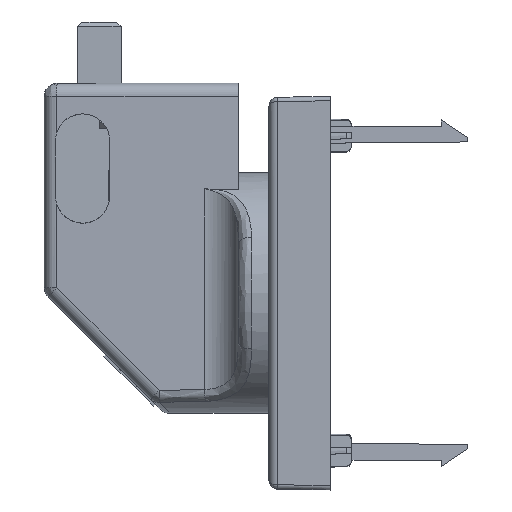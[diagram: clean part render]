
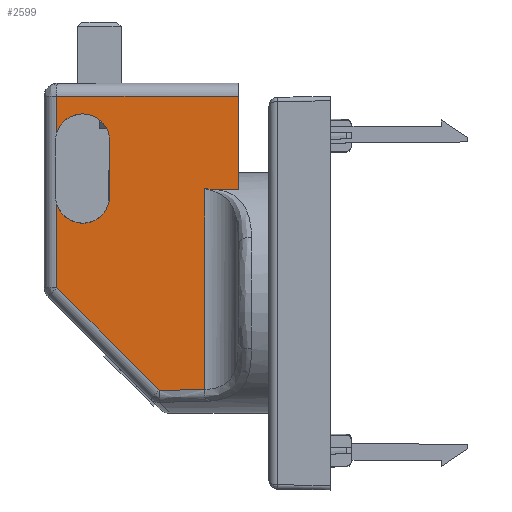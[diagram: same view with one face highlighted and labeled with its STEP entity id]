
A CAD part, left-side view. The second image highlights one B-rep face of the part: STEP entity #2599.
In plain terms, the highlighted planar face has unit normal (-0.999, 0.038, 0).
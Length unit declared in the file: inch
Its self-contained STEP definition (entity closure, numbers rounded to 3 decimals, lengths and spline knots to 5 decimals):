
#30 = CARTESIAN_POINT ( 'NONE',  ( -0.25347, 0.99213, 0.68504 ) ) ;
#349 = CARTESIAN_POINT ( 'NONE',  ( -0.26988, 0.56482, -0.43374 ) ) ;
#409 = FACE_OUTER_BOUND ( 'NONE', #9499, .T. ) ;
#434 = LINE ( 'NONE', #349, #15447 ) ;
#535 = VERTEX_POINT ( 'NONE', #7433 ) ;
#566 = DIRECTION ( 'NONE',  ( -0.038, -0.999, 0. ) ) ;
#632 = CARTESIAN_POINT ( 'NONE',  ( -0.26988, 0.56482, 0.46927 ) ) ;
#633 = VECTOR ( 'NONE', #10506, 39.37008 ) ;
#713 = CARTESIAN_POINT ( 'NONE',  ( -0.24431, 1.23061, 0.40044 ) ) ;
#848 = VECTOR ( 'NONE', #2640, 39.37008 ) ;
#879 = VERTEX_POINT ( 'NONE', #1177 ) ;
#920 = DIRECTION ( 'NONE',  ( 0.038, 0.999, -0.018 ) ) ;
#944 = CARTESIAN_POINT ( 'NONE',  ( -0.24213, 1.2874, 0.88583 ) ) ;
#988 = CARTESIAN_POINT ( 'NONE',  ( -0.24431, 1.23061, 0.40044 ) ) ;
#1177 = CARTESIAN_POINT ( 'NONE',  ( -0.26205, 0.76869, -0.43746 ) ) ;
#1502 = CARTESIAN_POINT ( 'NONE',  ( -0.25347, 0.99213, 0.36551 ) ) ;
#1881 = VERTEX_POINT ( 'NONE', #13260 ) ;
#1923 = LINE ( 'NONE', #7173, #5197 ) ;
#1995 = CARTESIAN_POINT ( 'NONE',  ( -0.25347, 0.99213, 0.87019 ) ) ;
#2106 =( BOUNDED_CURVE ( )  B_SPLINE_CURVE ( 3, ( #11393, #11217, #3133, #16476 ),
 .UNSPECIFIED., .F., .T. ) 
 B_SPLINE_CURVE_WITH_KNOTS ( ( 4, 4 ),
 ( 4.17802, 4.18734 ),
 .UNSPECIFIED. ) 
 CURVE ( )  GEOMETRIC_REPRESENTATION_ITEM ( )  RATIONAL_B_SPLINE_CURVE ( ( 1., 1., 1., 1. ) ) 
 REPRESENTATION_ITEM ( '' )  );
#2180 = CARTESIAN_POINT ( 'NONE',  ( -0.2757, 0.41339, 0.46587 ) ) ;
#2371 = EDGE_CURVE ( 'NONE', #9469, #17038, #16500, .T. ) ;
#2439 = CARTESIAN_POINT ( 'NONE',  ( -0.26988, 0.56482, 0.46927 ) ) ;
#2599 = ADVANCED_FACE ( 'Defeature ausgef�hrt2_83', ( #409 ), #13496, .T. ) ;
#2640 = DIRECTION ( 'NONE',  ( 0., 0., 1. ) ) ;
#2887 = CARTESIAN_POINT ( 'NONE',  ( -0.25347, 0.99213, 0.43701 ) ) ;
#2968 = EDGE_CURVE ( 'NONE', #3006, #1881, #9373, .T. ) ;
#3006 = VERTEX_POINT ( 'NONE', #4844 ) ;
#3031 = EDGE_CURVE ( 'NONE', #11592, #879, #1923, .T. ) ;
#3055 = CARTESIAN_POINT ( 'NONE',  ( -0.26988, 0.56482, 0. ) ) ;
#3068 = CARTESIAN_POINT ( 'NONE',  ( -0.25347, 0.99213, 0. ) ) ;
#3077 = VERTEX_POINT ( 'NONE', #713 ) ;
#3133 = CARTESIAN_POINT ( 'NONE',  ( -0.2728, 0.48884, 0.46758 ) ) ;
#3454 = ORIENTED_EDGE ( 'NONE', *, *, #8755, .F. ) ;
#3457 = CARTESIAN_POINT ( 'NONE',  ( -0.25347, 0.99213, 0.68504 ) ) ;
#3503 = ORIENTED_EDGE ( 'NONE', *, *, #7851, .T. ) ;
#3627 = EDGE_CURVE ( 'NONE', #1881, #3077, #6839, .T. ) ;
#3883 = EDGE_CURVE ( 'NONE', #16804, #9469, #14854, .T. ) ;
#4046 = CARTESIAN_POINT ( 'NONE',  ( -0.26988, 0.56482, -0.43374 ) ) ;
#4344 = ORIENTED_EDGE ( 'NONE', *, *, #3031, .T. ) ;
#4795 = EDGE_CURVE ( 'NONE', #535, #5615, #8132, .T. ) ;
#4844 = CARTESIAN_POINT ( 'NONE',  ( -0.25347, 0.99213, 0.43701 ) ) ;
#5197 = VECTOR ( 'NONE', #12434, 39.37008 ) ;
#5256 = EDGE_CURVE ( 'NONE', #5615, #8341, #15188, .T. ) ;
#5333 = VECTOR ( 'NONE', #9370, 39.37008 ) ;
#5460 = ORIENTED_EDGE ( 'NONE', *, *, #2371, .T. ) ;
#5614 = ORIENTED_EDGE ( 'NONE', *, *, #12947, .T. ) ;
#5615 = VERTEX_POINT ( 'NONE', #15533 ) ;
#5743 = VECTOR ( 'NONE', #7014, 39.37008 ) ;
#5873 = CARTESIAN_POINT ( 'NONE',  ( -0.24644, 1.17514, 0.89825 ) ) ;
#6074 = CARTESIAN_POINT ( 'NONE',  ( -0.24666, 1.16947, 0.31496 ) ) ;
#6755 = CARTESIAN_POINT ( 'NONE',  ( -0.25153, 1.04268, 0.31496 ) ) ;
#6817 = ORIENTED_EDGE ( 'NONE', *, *, #3627, .T. ) ;
#6839 =( BOUNDED_CURVE ( )  B_SPLINE_CURVE ( 3, ( #12709, #6074, #15467, #988 ),
 .UNSPECIFIED., .F., .F. ) 
 B_SPLINE_CURVE_WITH_KNOTS ( ( 4, 4 ),
 ( 4.71239, 5.97889 ),
 .UNSPECIFIED. ) 
 CURVE ( )  GEOMETRIC_REPRESENTATION_ITEM ( )  RATIONAL_B_SPLINE_CURVE ( ( 1., 0.871, 0.871, 1. ) ) 
 REPRESENTATION_ITEM ( '' )  );
#7014 = DIRECTION ( 'NONE',  ( 0., 0., -1. ) ) ;
#7173 = CARTESIAN_POINT ( 'NONE',  ( -0.24431, 1.23061, 0.02446 ) ) ;
#7216 = VERTEX_POINT ( 'NONE', #2180 ) ;
#7433 = CARTESIAN_POINT ( 'NONE',  ( -0.24431, 1.23061, 0.88583 ) ) ;
#7551 = LINE ( 'NONE', #14440, #848 ) ;
#7851 = EDGE_CURVE ( 'NONE', #7216, #14774, #7551, .T. ) ;
#8132 = LINE ( 'NONE', #16075, #5743 ) ;
#8228 = LINE ( 'NONE', #3068, #5333 ) ;
#8300 = DIRECTION ( 'NONE',  ( 0., 0., 1. ) ) ;
#8341 = VERTEX_POINT ( 'NONE', #30 ) ;
#8404 = CARTESIAN_POINT ( 'NONE',  ( -0.24213, 1.2874, 0. ) ) ;
#8455 = CARTESIAN_POINT ( 'NONE',  ( -0.27135, 0.52672, 0.46842 ) ) ;
#8727 = LINE ( 'NONE', #15200, #12503 ) ;
#8748 = ORIENTED_EDGE ( 'NONE', *, *, #4795, .T. ) ;
#8755 = EDGE_CURVE ( 'NONE', #16804, #879, #434, .T. ) ;
#9370 = DIRECTION ( 'NONE',  ( 0., 0., -1. ) ) ;
#9373 =( BOUNDED_CURVE ( )  B_SPLINE_CURVE ( 3, ( #2887, #1502, #6755, #12011 ),
 .UNSPECIFIED., .F., .F. ) 
 B_SPLINE_CURVE_WITH_KNOTS ( ( 4, 4 ),
 ( 3.14159, 4.71239 ),
 .UNSPECIFIED. ) 
 CURVE ( )  GEOMETRIC_REPRESENTATION_ITEM ( )  RATIONAL_B_SPLINE_CURVE ( ( 1., 0.805, 0.805, 1. ) ) 
 REPRESENTATION_ITEM ( '' )  );
#9469 = VERTEX_POINT ( 'NONE', #2439 ) ;
#9499 = EDGE_LOOP ( 'NONE', ( #5460, #11761, #3503, #11203, #8748, #12848, #16071, #12016, #6817, #5614, #4344, #3454, #12500 ) ) ;
#10115 = CARTESIAN_POINT ( 'NONE',  ( -0.24431, 1.23061, 0.02446 ) ) ;
#10506 = DIRECTION ( 'NONE',  ( 0.038, 0.999, 0. ) ) ;
#10882 = EDGE_CURVE ( 'NONE', #14774, #535, #15674, .T. ) ;
#11006 = VECTOR ( 'NONE', #8300, 39.37008 ) ;
#11203 = ORIENTED_EDGE ( 'NONE', *, *, #10882, .T. ) ;
#11217 = CARTESIAN_POINT ( 'NONE',  ( -0.27425, 0.45106, 0.46673 ) ) ;
#11393 = CARTESIAN_POINT ( 'NONE',  ( -0.2757, 0.41339, 0.46587 ) ) ;
#11592 = VERTEX_POINT ( 'NONE', #10115 ) ;
#11761 = ORIENTED_EDGE ( 'NONE', *, *, #14283, .F. ) ;
#12011 = CARTESIAN_POINT ( 'NONE',  ( -0.24878, 1.11417, 0.31496 ) ) ;
#12016 = ORIENTED_EDGE ( 'NONE', *, *, #2968, .T. ) ;
#12434 = DIRECTION ( 'NONE',  ( -0.027, -0.707, -0.707 ) ) ;
#12500 = ORIENTED_EDGE ( 'NONE', *, *, #3883, .T. ) ;
#12503 = VECTOR ( 'NONE', #14956, 39.37008 ) ;
#12709 = CARTESIAN_POINT ( 'NONE',  ( -0.24878, 1.11417, 0.31496 ) ) ;
#12848 = ORIENTED_EDGE ( 'NONE', *, *, #5256, .T. ) ;
#12947 = EDGE_CURVE ( 'NONE', #3077, #11592, #8727, .T. ) ;
#13173 = AXIS2_PLACEMENT_3D ( 'NONE', #8404, #16254, #566 ) ;
#13260 = CARTESIAN_POINT ( 'NONE',  ( -0.24878, 1.11417, 0.31496 ) ) ;
#13496 = PLANE ( 'NONE',  #13173 ) ;
#13643 = CARTESIAN_POINT ( 'NONE',  ( -0.27086, 0.53942, 0.4687 ) ) ;
#13851 = EDGE_CURVE ( 'NONE', #8341, #3006, #8228, .T. ) ;
#13962 = CARTESIAN_POINT ( 'NONE',  ( -0.24431, 1.23061, 0.72161 ) ) ;
#14283 = EDGE_CURVE ( 'NONE', #7216, #17038, #2106, .T. ) ;
#14440 = CARTESIAN_POINT ( 'NONE',  ( -0.2757, 0.41339, 0. ) ) ;
#14774 = VERTEX_POINT ( 'NONE', #15325 ) ;
#14854 = LINE ( 'NONE', #3055, #11006 ) ;
#14956 = DIRECTION ( 'NONE',  ( 0., 0., -1. ) ) ;
#15188 =( BOUNDED_CURVE ( )  B_SPLINE_CURVE ( 3, ( #13962, #5873, #1995, #3457 ),
 .UNSPECIFIED., .F., .F. ) 
 B_SPLINE_CURVE_WITH_KNOTS ( ( 4, 4 ),
 ( 0.30429, 3.14159 ),
 .UNSPECIFIED. ) 
 CURVE ( )  GEOMETRIC_REPRESENTATION_ITEM ( )  RATIONAL_B_SPLINE_CURVE ( ( 1., 0.434, 0.434, 1. ) ) 
 REPRESENTATION_ITEM ( '' )  );
#15200 = CARTESIAN_POINT ( 'NONE',  ( -0.24431, 1.23061, 0. ) ) ;
#15325 = CARTESIAN_POINT ( 'NONE',  ( -0.2757, 0.41339, 0.88583 ) ) ;
#15447 = VECTOR ( 'NONE', #920, 39.37008 ) ;
#15467 = CARTESIAN_POINT ( 'NONE',  ( -0.24494, 1.21405, 0.34768 ) ) ;
#15533 = CARTESIAN_POINT ( 'NONE',  ( -0.24431, 1.23061, 0.72161 ) ) ;
#15674 = LINE ( 'NONE', #944, #633 ) ;
#16071 = ORIENTED_EDGE ( 'NONE', *, *, #13851, .T. ) ;
#16075 = CARTESIAN_POINT ( 'NONE',  ( -0.24431, 1.23061, 0. ) ) ;
#16230 = CARTESIAN_POINT ( 'NONE',  ( -0.27037, 0.55212, 0.46898 ) ) ;
#16254 = DIRECTION ( 'NONE',  ( -0.999, 0.038, 0. ) ) ;
#16355 = CARTESIAN_POINT ( 'NONE',  ( -0.27135, 0.52672, 0.46842 ) ) ;
#16476 = CARTESIAN_POINT ( 'NONE',  ( -0.27135, 0.52672, 0.46842 ) ) ;
#16500 = B_SPLINE_CURVE_WITH_KNOTS ( 'NONE', 3,
 ( #632, #16230, #13643, #8455 ),
 .UNSPECIFIED., .F., .F.,
 ( 4, 4 ),
 ( 0., 1. ),
 .UNSPECIFIED. ) ;
#16804 = VERTEX_POINT ( 'NONE', #4046 ) ;
#17038 = VERTEX_POINT ( 'NONE', #16355 ) ;
